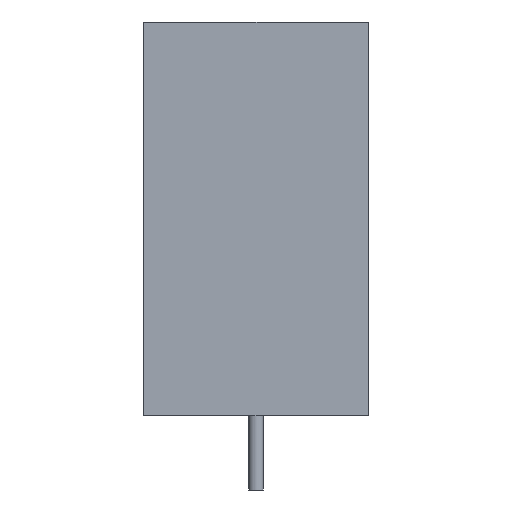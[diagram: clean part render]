
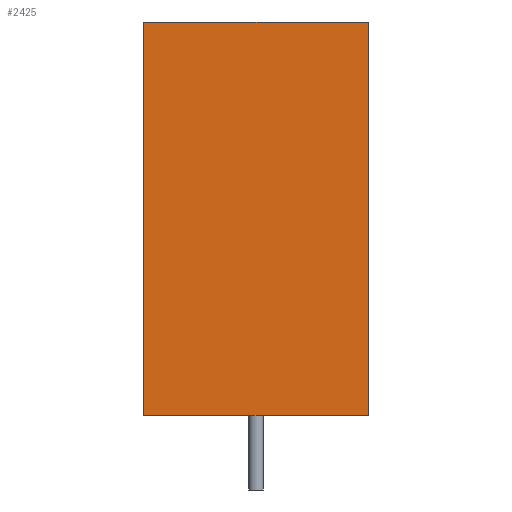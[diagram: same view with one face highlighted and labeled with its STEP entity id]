
A CAD part, left-side view. The second image highlights one B-rep face of the part: STEP entity #2425.
In plain terms, the highlighted planar face has unit normal (-1, 0, 0).
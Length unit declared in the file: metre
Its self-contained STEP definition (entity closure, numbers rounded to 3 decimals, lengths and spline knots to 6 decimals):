
#252=LINE('',#4932,#453);
#260=LINE('',#4948,#461);
#261=LINE('',#4950,#462);
#262=LINE('',#4951,#463);
#453=VECTOR('',#2873,1.);
#461=VECTOR('',#2885,1.);
#462=VECTOR('',#2888,1.);
#463=VECTOR('',#2889,1.);
#540=PLANE('',#2518);
#935=ORIENTED_EDGE('',*,*,#1257,.T.);
#936=ORIENTED_EDGE('',*,*,#1256,.F.);
#937=ORIENTED_EDGE('',*,*,#1258,.F.);
#938=ORIENTED_EDGE('',*,*,#1248,.T.);
#1248=EDGE_CURVE('',#1417,#1416,#252,.T.);
#1256=EDGE_CURVE('',#1422,#1421,#260,.T.);
#1257=EDGE_CURVE('',#1416,#1421,#261,.T.);
#1258=EDGE_CURVE('',#1417,#1422,#262,.T.);
#1416=VERTEX_POINT('',#4931);
#1417=VERTEX_POINT('',#4933);
#1421=VERTEX_POINT('',#4945);
#1422=VERTEX_POINT('',#4947);
#1530=EDGE_LOOP('',(#935,#936,#937,#938));
#1643=FACE_BOUND('',#1530,.T.);
#2425=ADVANCED_FACE('',(#1643),#540,.F.);
#2518=AXIS2_PLACEMENT_3D('',#4949,#2886,#2887);
#2873=DIRECTION('',(0.,0.,-1.));
#2885=DIRECTION('',(0.,0.,-1.));
#2886=DIRECTION('',(1.,0.,0.));
#2887=DIRECTION('',(0.,0.,-1.));
#2888=DIRECTION('',(0.,-1.,0.));
#2889=DIRECTION('',(0.,-1.,0.));
#4931=CARTESIAN_POINT('',(-0.016,0.011,-0.006));
#4932=CARTESIAN_POINT('',(-0.016,0.011,0.0055));
#4933=CARTESIAN_POINT('',(-0.016,0.011,0.006));
#4945=CARTESIAN_POINT('',(-0.016,-0.01,-0.006));
#4947=CARTESIAN_POINT('',(-0.016,-0.01,0.006));
#4948=CARTESIAN_POINT('',(-0.016,-0.01,0.0055));
#4949=CARTESIAN_POINT('',(-0.016,0.01,0.0055));
#4950=CARTESIAN_POINT('',(-0.016,0.01,-0.006));
#4951=CARTESIAN_POINT('',(-0.016,0.01,0.006));
